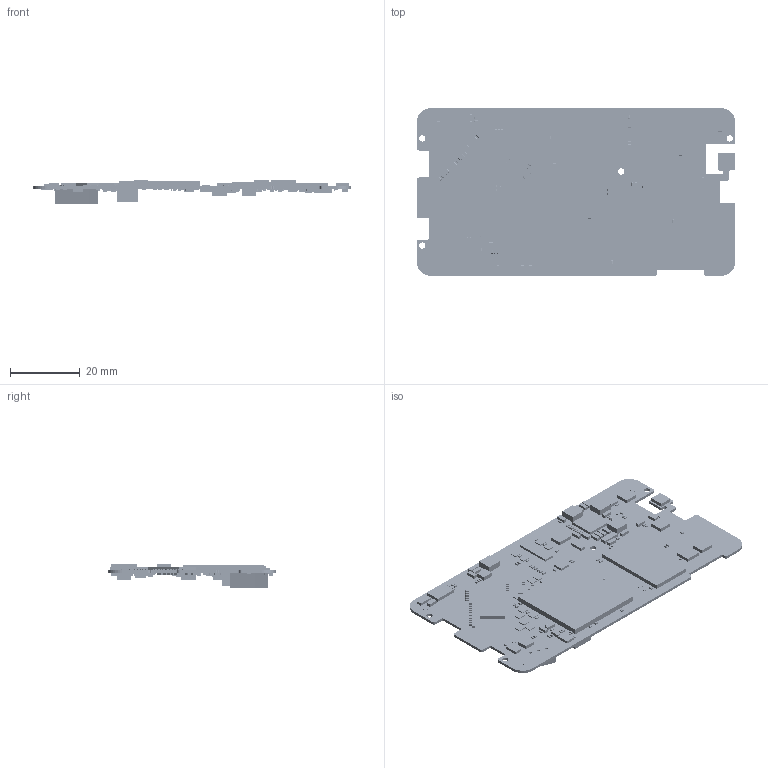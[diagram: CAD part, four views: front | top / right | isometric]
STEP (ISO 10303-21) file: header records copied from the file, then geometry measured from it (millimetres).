
FILE_DESCRIPTION(('Open CASCADE Model'),'2;1');
FILE_NAME('Open CASCADE Shape Model','2017-08-26T11:07:29',('Author'),( 'Open CASCADE'),'Open CASCADE STEP processor 6.8','Open CASCADE 6.8' ,'Unknown');
FILE_SCHEMA(('AUTOMOTIVE_DESIGN { 1 0 10303 214 1 1 1 1 }'));
Length unit declared in the file: millimetre
Products named in the file (441): PCB; Board; U21; 1034370008; Extruded; TP57; 1034370416; TP56; TP55; TP54; TP53; TP52; R11; 1034373544; R9; User_Library-0402(1005M)_Cap; J5; 1034372592; R210; R209; R208; R207; R206; R205; R204; R203; J17; 1034370960; C250; C249; 1034373136; C248; C247; C246; C245; C244; R202; R201; R200; C243 ...
Assembly tree (763 placements, depth 4):
  PCB
    Board
    U21
      1034370008
        Extruded
    TP57
      1034370416
        Extruded
    TP56
      1034370416
        Extruded
    TP55
      1034370416
        Extruded
    TP54
      1034370416
        Extruded
    TP53
      1034370416
        Extruded
    TP52
      1034370416
        Extruded
    R11
      1034373544
        Extruded
    R9
      User_Library-0402(1005M)_Cap
    J5
      1034372592
        Extruded
    R210
      User_Library-0402(1005M)_Cap
    R209
      User_Library-0402(1005M)_Cap
    R208
      User_Library-0402(1005M)_Cap
    R207
      User_Library-0402(1005M)_Cap
    R206
      User_Library-0402(1005M)_Cap
    R205
      User_Library-0402(1005M)_Cap
    R204
      User_Library-0402(1005M)_Cap
    R203
      User_Library-0402(1005M)_Cap
    J17
      1034370960
        Extruded
    C250
      User_Library-0402(1005M)_Cap
    C249
      1034373136
        Extruded
    C248
      User_Library-0402(1005M)_Cap
    C247
      User_Library-0402(1005M)_Cap
    C246
Bounding box: 91.65 x 48.25 x 6.85 mm (x, y, z)
Volume: 6153.2 mm3; surface area: 14693.4 mm2
Topology: 749 solids, 749 shells, 24269 faces, 61172 edges, 38208 vertices
Faces by surface type: plane 10506, bspline 9843, cylinder 3920
Full cylindrical faces by diameter (mm): 0.9 x3, 1.8 x4, 2 x1, 2.286 x1
Entity records: 49172 total; most frequent: CARTESIAN_POINT 17822, DIRECTION 5044, LINE 2352, VECTOR 2352, ORIENTED_EDGE 2064, PCURVE 2064, DEFINITIONAL_REPRESENTATION 2064, AXIS2_PLACEMENT_3D 1316
